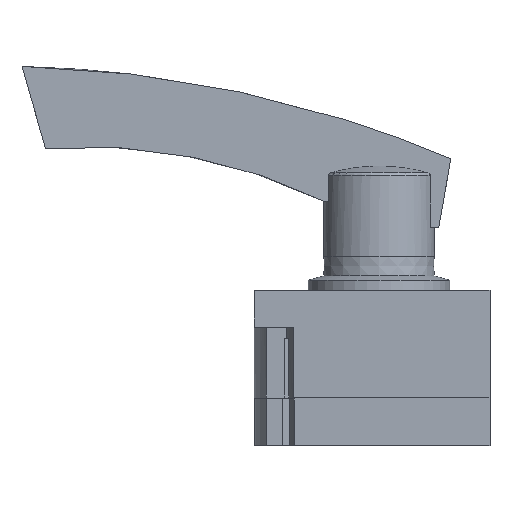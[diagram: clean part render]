
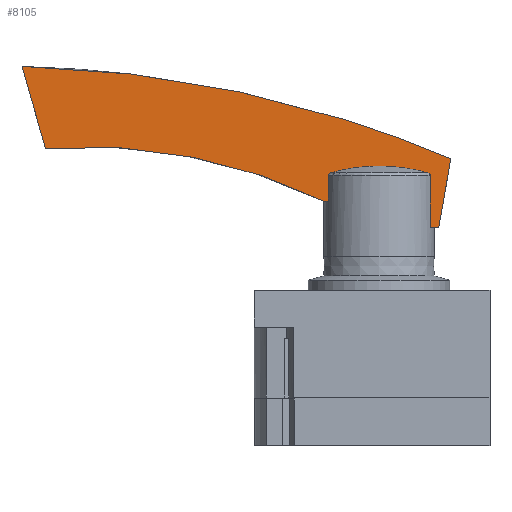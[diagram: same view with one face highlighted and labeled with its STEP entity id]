
A CAD part, top view. The second image highlights one B-rep face of the part: STEP entity #8105.
In plain terms, the highlighted planar face has unit normal (0.013, 0, 1).
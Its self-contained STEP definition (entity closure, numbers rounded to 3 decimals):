
#23=ELLIPSE('',#8947,421.037,421.);
#24=ELLIPSE('',#8948,195.017,195.);
#149=B_SPLINE_CURVE_WITH_KNOTS('',3,(#13977,#13978,#13979,#13980),
 .UNSPECIFIED.,.F.,.F.,(4,4),(0.,0.001),
 .UNSPECIFIED.);
#150=B_SPLINE_CURVE_WITH_KNOTS('',3,(#13984,#13985,#13986,#13987),
 .UNSPECIFIED.,.F.,.F.,(4,4),(0.,0.001),
 .UNSPECIFIED.);
#931=LINE('',#13959,#1621);
#933=LINE('',#13963,#1623);
#934=LINE('',#13966,#1624);
#935=LINE('',#13968,#1625);
#936=LINE('',#13972,#1626);
#937=LINE('',#13975,#1627);
#1621=VECTOR('',#11124,1000.);
#1623=VECTOR('',#11128,1000.);
#1624=VECTOR('',#11129,1000.);
#1625=VECTOR('',#11130,1000.);
#1626=VECTOR('',#11133,1000.);
#1627=VECTOR('',#11136,1000.);
#3633=ORIENTED_EDGE('',*,*,#4965,.F.);
#3634=ORIENTED_EDGE('',*,*,#4966,.T.);
#3635=ORIENTED_EDGE('',*,*,#4967,.T.);
#3636=ORIENTED_EDGE('',*,*,#4968,.T.);
#3637=ORIENTED_EDGE('',*,*,#4969,.T.);
#3638=ORIENTED_EDGE('',*,*,#4970,.F.);
#3639=ORIENTED_EDGE('',*,*,#4963,.T.);
#3640=ORIENTED_EDGE('',*,*,#4971,.F.);
#3641=ORIENTED_EDGE('',*,*,#4972,.T.);
#3642=ORIENTED_EDGE('',*,*,#4973,.T.);
#3643=ORIENTED_EDGE('',*,*,#4974,.T.);
#4963=EDGE_CURVE('',#5779,#5777,#931,.T.);
#4965=EDGE_CURVE('',#5780,#5781,#933,.F.);
#4966=EDGE_CURVE('',#5780,#5782,#934,.T.);
#4967=EDGE_CURVE('',#5782,#5783,#935,.T.);
#4968=EDGE_CURVE('',#5783,#5784,#23,.F.);
#4969=EDGE_CURVE('',#5784,#5785,#936,.T.);
#4970=EDGE_CURVE('',#5779,#5785,#24,.F.);
#4971=EDGE_CURVE('',#5786,#5777,#937,.T.);
#4972=EDGE_CURVE('',#5786,#5787,#149,.T.);
#4973=EDGE_CURVE('',#5787,#5788,#6157,.T.);
#4974=EDGE_CURVE('',#5788,#5781,#150,.T.);
#5777=VERTEX_POINT('',#13957);
#5779=VERTEX_POINT('',#13960);
#5780=VERTEX_POINT('',#13964);
#5781=VERTEX_POINT('',#13965);
#5782=VERTEX_POINT('',#13967);
#5783=VERTEX_POINT('',#13969);
#5784=VERTEX_POINT('',#13971);
#5785=VERTEX_POINT('',#13973);
#5786=VERTEX_POINT('',#13976);
#5787=VERTEX_POINT('',#13981);
#5788=VERTEX_POINT('',#13983);
#6157=CIRCLE('',#8949,64.501);
#6709=EDGE_LOOP('',(#3633,#3634,#3635,#3636,#3637,#3638,#3639,#3640,#3641,
#3642,#3643));
#7315=FACE_BOUND('',#6709,.T.);
#7649=PLANE('',#8946);
#8105=ADVANCED_FACE('',(#7315),#7649,.F.);
#8946=AXIS2_PLACEMENT_3D('',#13962,#11126,#11127);
#8947=AXIS2_PLACEMENT_3D('',#13970,#11131,#11132);
#8948=AXIS2_PLACEMENT_3D('',#13974,#11134,#11135);
#8949=AXIS2_PLACEMENT_3D('',#13982,#11137,#11138);
#11124=DIRECTION('',(1.,0.,-0.013));
#11126=DIRECTION('',(-0.013,0.,-1.));
#11127=DIRECTION('',(-1.,0.,0.013));
#11128=DIRECTION('',(0.,-1.,0.));
#11129=DIRECTION('',(1.,0.,-0.013));
#11130=DIRECTION('',(0.174,0.985,-0.002));
#11131=DIRECTION('',(-0.013,0.,-1.));
#11132=DIRECTION('',(1.,0.,-0.013));
#11133=DIRECTION('',(0.276,-0.961,-0.004));
#11134=DIRECTION('',(-0.013,0.,-1.));
#11135=DIRECTION('',(1.,0.,-0.013));
#11136=DIRECTION('',(0.,-1.,0.));
#11137=DIRECTION('',(-0.013,0.,-1.));
#11138=DIRECTION('',(-1.,0.,0.013));
#13957=CARTESIAN_POINT('',(-18.204,20.,8.284));
#13959=CARTESIAN_POINT('',(-129.,20.,9.75));
#13960=CARTESIAN_POINT('',(-20.,20.,8.307));
#13962=CARTESIAN_POINT('',(-129.,70.,9.75));
#13963=CARTESIAN_POINT('',(18.417,0.,7.799));
#13964=CARTESIAN_POINT('',(18.417,10.5,7.799));
#13965=CARTESIAN_POINT('',(18.417,29.215,7.799));
#13966=CARTESIAN_POINT('',(-129.,10.5,9.75));
#13967=CARTESIAN_POINT('',(21.527,10.5,7.758));
#13968=CARTESIAN_POINT('',(27.162,42.46,7.683));
#13969=CARTESIAN_POINT('',(25.9,35.3,7.7));
#13970=CARTESIAN_POINT('',(-138.227,-352.39,9.872));
#13971=CARTESIAN_POINT('',(-128.6,68.5,9.745));
#13972=CARTESIAN_POINT('',(-129.028,69.992,9.75));
#13973=CARTESIAN_POINT('',(-120.141,39.,9.633));
#13974=CARTESIAN_POINT('',(-105.156,-155.423,9.434));
#13975=CARTESIAN_POINT('',(-18.204,0.,8.284));
#13976=CARTESIAN_POINT('',(-18.204,29.215,8.284));
#13977=CARTESIAN_POINT('',(-18.204,29.215,8.284));
#13978=CARTESIAN_POINT('',(-18.204,29.658,8.284));
#13979=CARTESIAN_POINT('',(-17.859,30.049,8.279));
#13980=CARTESIAN_POINT('',(-17.433,30.17,8.273));
#13981=CARTESIAN_POINT('',(-17.433,30.17,8.273));
#13982=CARTESIAN_POINT('',(0.106,-31.9,8.041));
#13983=CARTESIAN_POINT('',(17.646,30.17,7.809));
#13984=CARTESIAN_POINT('',(17.646,30.17,7.809));
#13985=CARTESIAN_POINT('',(18.072,30.049,7.804));
#13986=CARTESIAN_POINT('',(18.417,29.659,7.799));
#13987=CARTESIAN_POINT('',(18.417,29.215,7.799));
